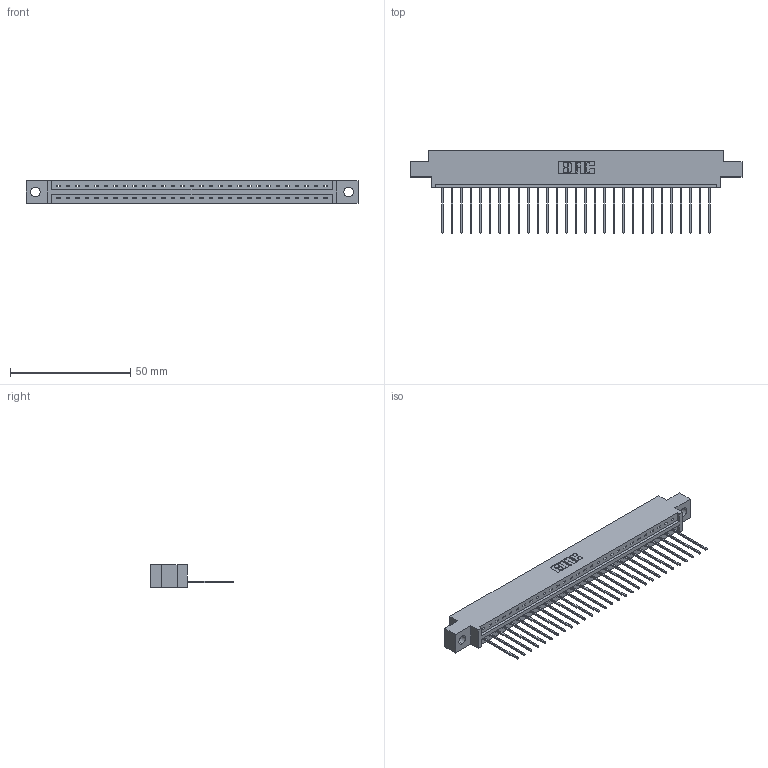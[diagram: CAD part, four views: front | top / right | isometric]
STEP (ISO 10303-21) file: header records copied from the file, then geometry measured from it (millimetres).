
FILE_DESCRIPTION (( 'STEP AP203' ), '1' );
FILE_NAME ('387-029-541-604.STEP', '2018-09-17T02:10:55', ( '' ), ( '' ), 'SwSTEP 2.0', 'SolidWorks 2016', '' );
FILE_SCHEMA (( 'CONFIG_CONTROL_DESIGN' ));
Length unit declared in the file: inch
Products named in the file (3): 337 Part_0.170 Offset - 0.156 Dia-TH; 345-292-001_345-293-141; 387-029-541-604
Assembly tree (30 placements, depth 2):
  387-029-541-604
    337 Part_0.170 Offset - 0.156 Dia-TH
    345-292-001_345-293-141  x29
Bounding box: 137.92 x 34.3 x 9.4 mm (x, y, z)
Volume: 14062.3 mm3; surface area: 14939.5 mm2
Topology: 30 solids, 30 shells, 1916 faces, 5775 edges, 3810 vertices
Faces by surface type: plane 1408, cylinder 508
Entity records: 23391 total; most frequent: CARTESIAN_POINT 4081, ORIENTED_EDGE 4046, DIRECTION 3461, EDGE_CURVE 2023, VECTOR 1895, LINE 1895, VERTEX_POINT 1346, AXIS2_PLACEMENT_3D 783
